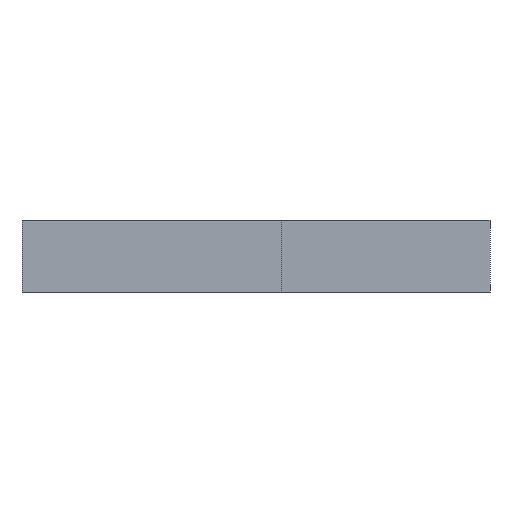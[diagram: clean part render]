
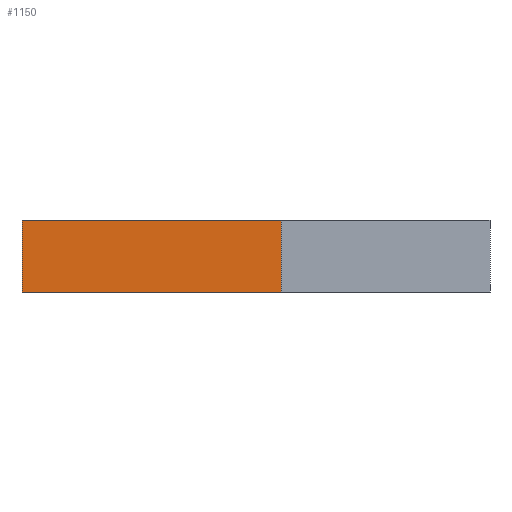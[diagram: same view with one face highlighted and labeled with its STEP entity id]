
A CAD part, front view. The second image highlights one B-rep face of the part: STEP entity #1150.
In plain terms, the highlighted planar face has unit normal (0, -1, 0).
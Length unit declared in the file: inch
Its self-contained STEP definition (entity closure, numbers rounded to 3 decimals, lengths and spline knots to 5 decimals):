
#54=FACE_OUTER_BOUND('',#112,.T.);
#112=EDGE_LOOP('',(#792,#793,#794,#795));
#187=LINE('',#1640,#341);
#188=LINE('',#1643,#342);
#189=LINE('',#1645,#343);
#190=LINE('',#1646,#344);
#341=VECTOR('',#1347,0.3937);
#342=VECTOR('',#1350,0.3937);
#343=VECTOR('',#1351,0.3937);
#344=VECTOR('',#1352,0.3937);
#498=VERTEX_POINT('',#1636);
#499=VERTEX_POINT('',#1638);
#500=VERTEX_POINT('',#1642);
#501=VERTEX_POINT('',#1644);
#617=EDGE_CURVE('',#498,#499,#187,.T.);
#618=EDGE_CURVE('',#498,#500,#188,.T.);
#619=EDGE_CURVE('',#501,#499,#189,.T.);
#620=EDGE_CURVE('',#500,#501,#190,.T.);
#792=ORIENTED_EDGE('',*,*,#618,.F.);
#793=ORIENTED_EDGE('',*,*,#617,.T.);
#794=ORIENTED_EDGE('',*,*,#619,.F.);
#795=ORIENTED_EDGE('',*,*,#620,.F.);
#1092=PLANE('',#1240);
#1150=ADVANCED_FACE('',(#54),#1092,.T.);
#1240=AXIS2_PLACEMENT_3D('',#1641,#1348,#1349);
#1347=DIRECTION('',(0.,0.,-1.));
#1348=DIRECTION('center_axis',(0.,-1.,0.));
#1349=DIRECTION('ref_axis',(-1.,0.,0.));
#1350=DIRECTION('',(1.,0.,0.));
#1351=DIRECTION('',(-1.,0.,0.));
#1352=DIRECTION('',(0.,0.,-1.));
#1636=CARTESIAN_POINT('',(0.,-3.6,0.5));
#1638=CARTESIAN_POINT('',(0.,-3.6,0.));
#1640=CARTESIAN_POINT('',(0.,-3.6,0.5));
#1641=CARTESIAN_POINT('Origin',(1.8,-3.6,0.5));
#1642=CARTESIAN_POINT('',(1.8,-3.6,0.5));
#1643=CARTESIAN_POINT('',(0.,-3.6,0.5));
#1644=CARTESIAN_POINT('',(1.8,-3.6,0.));
#1645=CARTESIAN_POINT('',(0.,-3.6,0.));
#1646=CARTESIAN_POINT('',(1.8,-3.6,0.5));
